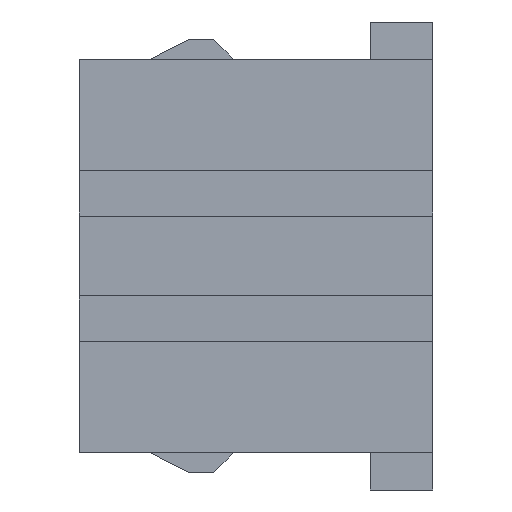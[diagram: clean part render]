
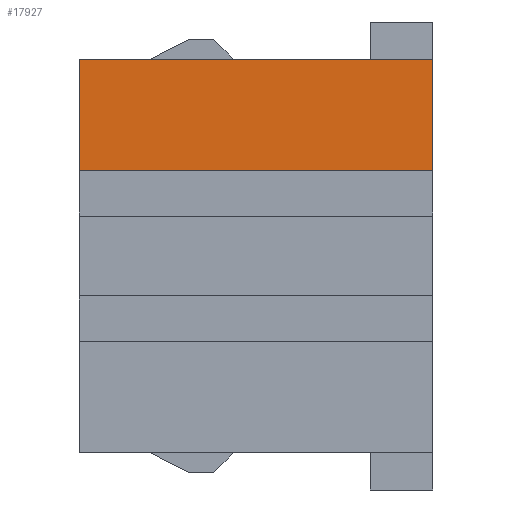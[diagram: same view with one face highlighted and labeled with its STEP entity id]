
A CAD part, left-side view. The second image highlights one B-rep face of the part: STEP entity #17927.
In plain terms, the highlighted planar face has unit normal (-1, 0, 0).
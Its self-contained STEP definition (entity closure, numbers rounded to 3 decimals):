
#17352=CARTESIAN_POINT('',(-9.75,6.2,3.45));
#17353=VERTEX_POINT('',#17352);
#17360=CARTESIAN_POINT('',(-9.75,0.,3.45));
#17361=VERTEX_POINT('',#17360);
#17362=CARTESIAN_POINT('',(-9.75,6.2,3.45));
#17363=DIRECTION('',(0.,-1.,0.));
#17364=VECTOR('',#17363,6.2);
#17365=LINE('',#17362,#17364);
#17366=EDGE_CURVE('',#17353,#17361,#17365,.T.);
#17897=CARTESIAN_POINT('',(-9.75,6.2,-3.45));
#17898=DIRECTION('',(0.,-1.,0.));
#17899=DIRECTION('',(-1.,0.,0.));
#17900=AXIS2_PLACEMENT_3D('',#17897,#17899,#17898);
#17901=PLANE('',#17900);
#17902=CARTESIAN_POINT('',(-9.75,0.,1.5));
#17903=VERTEX_POINT('',#17902);
#17904=CARTESIAN_POINT('',(-9.75,0.,1.5));
#17905=DIRECTION('',(0.,0.,1.));
#17906=VECTOR('',#17905,1.95);
#17907=LINE('',#17904,#17906);
#17908=EDGE_CURVE('',#17903,#17361,#17907,.T.);
#17909=ORIENTED_EDGE('',*,*,#17908,.T.);
#17910=ORIENTED_EDGE('',*,*,#17366,.F.);
#17911=CARTESIAN_POINT('',(-9.75,6.2,1.5));
#17912=VERTEX_POINT('',#17911);
#17913=CARTESIAN_POINT('',(-9.75,6.2,3.45));
#17914=DIRECTION('',(0.,0.,-1.));
#17915=VECTOR('',#17914,1.95);
#17916=LINE('',#17913,#17915);
#17917=EDGE_CURVE('',#17353,#17912,#17916,.T.);
#17918=ORIENTED_EDGE('',*,*,#17917,.T.);
#17919=CARTESIAN_POINT('',(-9.75,6.2,1.5));
#17920=DIRECTION('',(0.,-1.,0.));
#17921=VECTOR('',#17920,6.2);
#17922=LINE('',#17919,#17921);
#17923=EDGE_CURVE('',#17912,#17903,#17922,.T.);
#17924=ORIENTED_EDGE('',*,*,#17923,.T.);
#17925=EDGE_LOOP('',(#17909,#17910,#17918,#17924));
#17926=FACE_OUTER_BOUND('',#17925,.T.);
#17927=ADVANCED_FACE('',(#17926),#17901,.T.);
